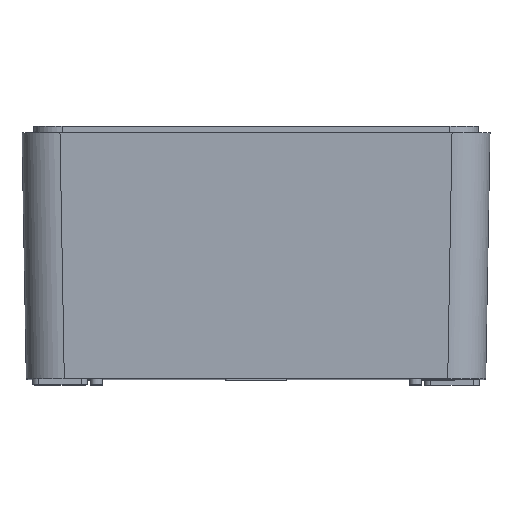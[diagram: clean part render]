
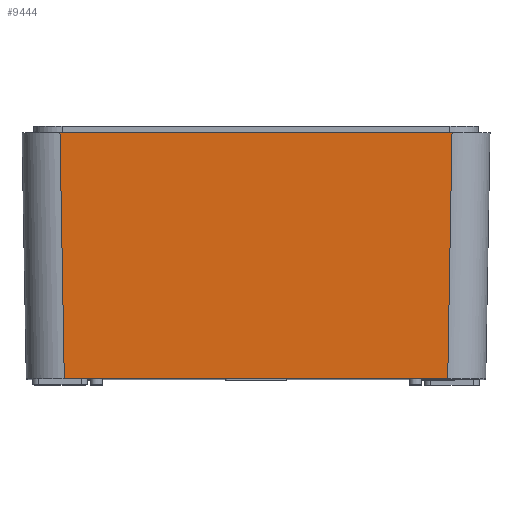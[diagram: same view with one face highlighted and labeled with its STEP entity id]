
A CAD part, top view. The second image highlights one B-rep face of the part: STEP entity #9444.
In plain terms, the highlighted planar face has unit normal (0, -0.018, 1).
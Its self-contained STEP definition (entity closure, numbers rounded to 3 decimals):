
#200=CARTESIAN_POINT('',(-31.544,-40.5,40.293));
#218=CARTESIAN_POINT('',(31.544,-40.5,40.293));
#3572=DIRECTION('',(-1.,0.,0.));
#3573=VECTOR('',#3572,63.088);
#3574=CARTESIAN_POINT('',(31.544,-40.5,40.293));
#3575=LINE('',#3574,#3573);
#3576=DIRECTION('',(0.017,-1.,-0.017));
#3577=VECTOR('',#3576,40.512);
#3578=CARTESIAN_POINT('',(-32.251,0.,41.));
#3579=LINE('',#3578,#3577);
#3580=DIRECTION('',(1.,0.,0.));
#3581=VECTOR('',#3580,64.502);
#3582=CARTESIAN_POINT('',(-32.251,0.,41.));
#3583=LINE('',#3582,#3581);
#3584=DIRECTION('',(-0.017,-1.,-0.017));
#3585=VECTOR('',#3584,40.512);
#3586=CARTESIAN_POINT('',(32.251,0.,41.));
#3587=LINE('',#3586,#3585);
#3588=CARTESIAN_POINT('',(-32.251,0.,41.));
#3666=CARTESIAN_POINT('',(32.251,0.,41.));
#4661=VERTEX_POINT('',#218);
#4664=VERTEX_POINT('',#3666);
#4704=VERTEX_POINT('',#200);
#4707=VERTEX_POINT('',#3588);
#9431=CARTESIAN_POINT('',(-40.945,0.,41.));
#9432=DIRECTION('',(0.,-0.017,1.));
#9433=DIRECTION('',(1.,0.,0.));
#9434=AXIS2_PLACEMENT_3D('',#9431,#9432,#9433);
#9435=PLANE('',#9434);
#9436=ORIENTED_EDGE('',*,*,#5060,.T.);
#9438=ORIENTED_EDGE('',*,*,#9437,.F.);
#9439=ORIENTED_EDGE('',*,*,#9005,.T.);
#9441=ORIENTED_EDGE('',*,*,#9440,.T.);
#9442=EDGE_LOOP('',(#9436,#9438,#9439,#9441));
#9443=FACE_OUTER_BOUND('',#9442,.F.);
#9444=ADVANCED_FACE('',(#9443),#9435,.T.);
#5060=EDGE_CURVE('',#4661,#4704,#3575,.T.);
#9005=EDGE_CURVE('',#4707,#4664,#3583,.T.);
#9437=EDGE_CURVE('',#4707,#4704,#3579,.T.);
#9440=EDGE_CURVE('',#4664,#4661,#3587,.T.);
